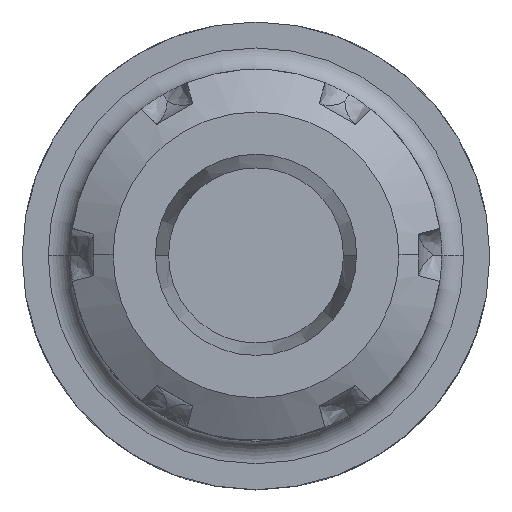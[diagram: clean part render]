
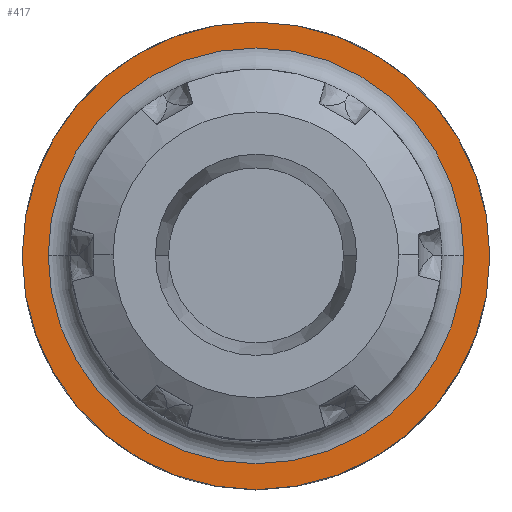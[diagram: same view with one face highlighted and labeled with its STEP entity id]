
A CAD part, top view. The second image highlights one B-rep face of the part: STEP entity #417.
In plain terms, the highlighted planar face has unit normal (0, 0, 1).
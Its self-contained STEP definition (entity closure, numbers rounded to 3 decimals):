
#116 = CIRCLE ( 'NONE', #147, 28. ) ;
#147 = AXIS2_PLACEMENT_3D ( 'NONE', #7229, #3484, #7853 ) ;
#417 = ADVANCED_FACE ( 'NONE', ( #7697, #6054 ), #6601, .F. ) ;
#615 = DIRECTION ( 'NONE',  ( 0., 0., 1. ) ) ;
#684 = DIRECTION ( 'NONE',  ( 0., 0., 1. ) ) ;
#691 = DIRECTION ( 'NONE',  ( 0., 0., -1. ) ) ;
#1340 = EDGE_CURVE ( 'NONE', #3337, #7640, #3492, .T. ) ;
#1528 = ORIENTED_EDGE ( 'NONE', *, *, #1914, .T. ) ;
#1540 = ORIENTED_EDGE ( 'NONE', *, *, #8008, .T. ) ;
#1604 = EDGE_CURVE ( 'NONE', #2774, #4906, #7501, .T. ) ;
#1727 = AXIS2_PLACEMENT_3D ( 'NONE', #4323, #615, #4951 ) ;
#1807 = CIRCLE ( 'NONE', #1727, 31.5 ) ;
#1914 = EDGE_CURVE ( 'NONE', #7640, #3337, #116, .T. ) ;
#2774 = VERTEX_POINT ( 'NONE', #3152 ) ;
#3152 = CARTESIAN_POINT ( 'NONE',  ( -31.5, 0., 22. ) ) ;
#3337 = VERTEX_POINT ( 'NONE', #4872 ) ;
#3484 = DIRECTION ( 'NONE',  ( 0., 0., -1. ) ) ;
#3492 = CIRCLE ( 'NONE', #7126, 28. ) ;
#4030 = DIRECTION ( 'NONE',  ( 0., 0., -1. ) ) ;
#4323 = CARTESIAN_POINT ( 'NONE',  ( 0., 0., 22. ) ) ;
#4390 = CARTESIAN_POINT ( 'NONE',  ( 0., 0., 22. ) ) ;
#4399 = CARTESIAN_POINT ( 'NONE',  ( 0., 0., 22. ) ) ;
#4409 = EDGE_LOOP ( 'NONE', ( #5211, #1528 ) ) ;
#4415 = ORIENTED_EDGE ( 'NONE', *, *, #1604, .T. ) ;
#4468 = AXIS2_PLACEMENT_3D ( 'NONE', #4390, #684, #6824 ) ;
#4825 = CARTESIAN_POINT ( 'NONE',  ( 28., 0., 22. ) ) ;
#4872 = CARTESIAN_POINT ( 'NONE',  ( -28., 0., 22. ) ) ;
#4873 = CARTESIAN_POINT ( 'NONE',  ( 31.5, 0., 22. ) ) ;
#4906 = VERTEX_POINT ( 'NONE', #4873 ) ;
#4951 = DIRECTION ( 'NONE',  ( 1., 0., 0. ) ) ;
#5026 = DIRECTION ( 'NONE',  ( -1., 0., 0. ) ) ;
#5211 = ORIENTED_EDGE ( 'NONE', *, *, #1340, .T. ) ;
#6006 = DIRECTION ( 'NONE',  ( -1., 0., 0. ) ) ;
#6054 = FACE_OUTER_BOUND ( 'NONE', #7529, .T. ) ;
#6601 = PLANE ( 'NONE',  #7854 ) ;
#6824 = DIRECTION ( 'NONE',  ( 1., 0., 0. ) ) ;
#7126 = AXIS2_PLACEMENT_3D ( 'NONE', #4399, #691, #5026 ) ;
#7172 = CARTESIAN_POINT ( 'NONE',  ( 0., 0., 22. ) ) ;
#7229 = CARTESIAN_POINT ( 'NONE',  ( 0., 0., 22. ) ) ;
#7501 = CIRCLE ( 'NONE', #4468, 31.5 ) ;
#7529 = EDGE_LOOP ( 'NONE', ( #1540, #4415 ) ) ;
#7640 = VERTEX_POINT ( 'NONE', #4825 ) ;
#7697 = FACE_BOUND ( 'NONE', #4409, .T. ) ;
#7853 = DIRECTION ( 'NONE',  ( -1., 0., 0. ) ) ;
#7854 = AXIS2_PLACEMENT_3D ( 'NONE', #7172, #4030, #6006 ) ;
#8008 = EDGE_CURVE ( 'NONE', #4906, #2774, #1807, .T. ) ;
